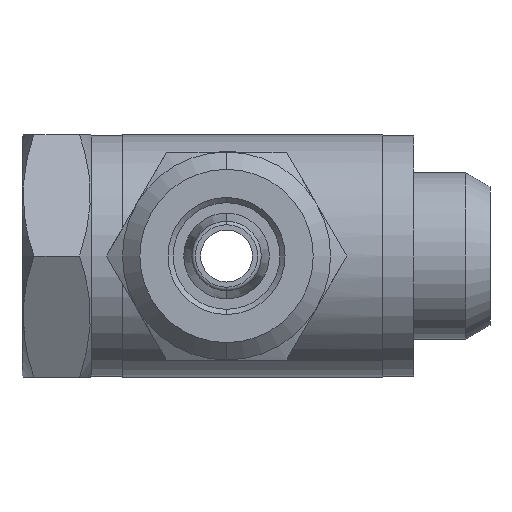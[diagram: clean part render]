
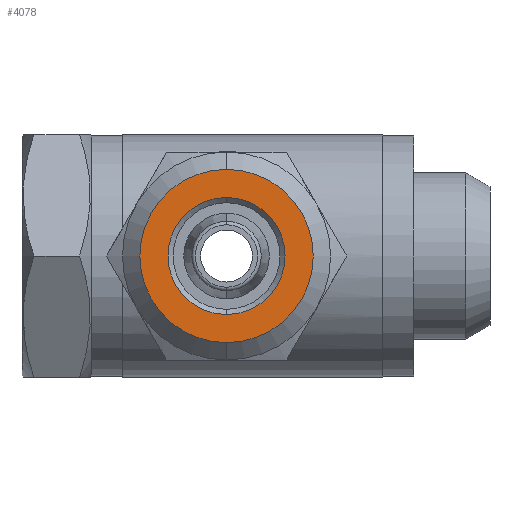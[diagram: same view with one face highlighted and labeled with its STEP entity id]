
A CAD part, left-side view. The second image highlights one B-rep face of the part: STEP entity #4078.
In plain terms, the highlighted planar face has unit normal (-1, 0, 0).
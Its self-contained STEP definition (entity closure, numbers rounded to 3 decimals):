
#88 = EDGE_LOOP ( 'NONE', ( #400, #401 ) ) ;
#227 = EDGE_LOOP ( 'NONE', ( #403, #402 ) ) ;
#400 = ORIENTED_EDGE ( 'NONE', *, *, #4091, .T. ) ;
#401 = ORIENTED_EDGE ( 'NONE', *, *, #980, .T. ) ;
#402 = ORIENTED_EDGE ( 'NONE', *, *, #979, .F. ) ;
#403 = ORIENTED_EDGE ( 'NONE', *, *, #4143, .F. ) ;
#660 = VERTEX_POINT ( 'NONE', #3856 ) ;
#664 = VERTEX_POINT ( 'NONE', #3860 ) ;
#667 = VERTEX_POINT ( 'NONE', #3863 ) ;
#979 = EDGE_CURVE ( 'NONE', #660, #664, #2564, .T. ) ;
#980 = EDGE_CURVE ( 'NONE', #4285, #667, #2737, .T. ) ;
#1347 = CARTESIAN_POINT ( 'NONE',  ( -23.352, 15.2, 0. ) ) ;
#1348 = DIRECTION ( 'NONE',  ( 1., 0., 0. ) ) ;
#1349 = DIRECTION ( 'NONE',  ( 0., 0., -1. ) ) ;
#1350 = CARTESIAN_POINT ( 'NONE',  ( -23.352, 15.2, 0. ) ) ;
#1351 = DIRECTION ( 'NONE',  ( 1., 0., 0. ) ) ;
#1352 = DIRECTION ( 'NONE',  ( 0., 0., -1. ) ) ;
#2564 = CIRCLE ( 'NONE', #2646, 5. ) ;
#2646 = AXIS2_PLACEMENT_3D ( 'NONE', #1347, #1348, #1349 ) ;
#2647 = AXIS2_PLACEMENT_3D ( 'NONE', #1350, #1351, #1352 ) ;
#2737 = CIRCLE ( 'NONE', #2647, 3.375 ) ;
#3332 = PLANE ( 'NONE',  #3422 ) ;
#3333 = CARTESIAN_POINT ( 'NONE',  ( -23.352, 20.2, 0. ) ) ;
#3334 = DIRECTION ( 'NONE',  ( -1., 0., 0. ) ) ;
#3335 = DIRECTION ( 'NONE',  ( 0., 0., 1. ) ) ;
#3380 = CARTESIAN_POINT ( 'NONE',  ( -23.352, 15.2, 0. ) ) ;
#3381 = DIRECTION ( 'NONE',  ( 1., 0., 0. ) ) ;
#3382 = DIRECTION ( 'NONE',  ( 0., 0., -1. ) ) ;
#3422 = AXIS2_PLACEMENT_3D ( 'NONE', #3333, #3334, #3335 ) ;
#3439 = CIRCLE ( 'NONE', #3442, 3.375 ) ;
#3442 = AXIS2_PLACEMENT_3D ( 'NONE', #3380, #3381, #3382 ) ;
#3501 = CIRCLE ( 'NONE', #3507, 5. ) ;
#3507 = AXIS2_PLACEMENT_3D ( 'NONE', #3712, #3713, #3714 ) ;
#3712 = CARTESIAN_POINT ( 'NONE',  ( -23.352, 15.2, 0. ) ) ;
#3713 = DIRECTION ( 'NONE',  ( 1., 0., 0. ) ) ;
#3714 = DIRECTION ( 'NONE',  ( 0., 0., -1. ) ) ;
#3744 = CARTESIAN_POINT ( 'NONE',  ( -23.352, 15.2, -3.375 ) ) ;
#3856 = CARTESIAN_POINT ( 'NONE',  ( -23.352, 15.2, 5. ) ) ;
#3860 = CARTESIAN_POINT ( 'NONE',  ( -23.352, 15.2, -5. ) ) ;
#3863 = CARTESIAN_POINT ( 'NONE',  ( -23.352, 15.2, 3.375 ) ) ;
#4078 = ADVANCED_FACE ( 'NONE', ( #4366, #4378 ), #3332, .T. ) ;
#4091 = EDGE_CURVE ( 'NONE', #667, #4285, #3439, .T. ) ;
#4143 = EDGE_CURVE ( 'NONE', #664, #660, #3501, .T. ) ;
#4285 = VERTEX_POINT ( 'NONE', #3744 ) ;
#4366 = FACE_BOUND ( 'NONE', #88, .T. ) ;
#4378 = FACE_OUTER_BOUND ( 'NONE', #227, .T. ) ;
